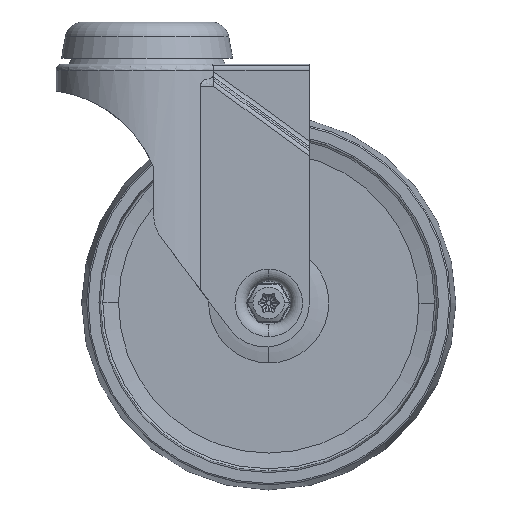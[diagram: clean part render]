
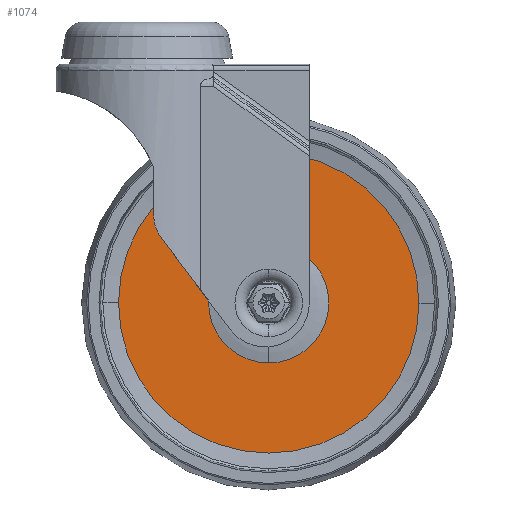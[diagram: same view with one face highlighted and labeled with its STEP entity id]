
A CAD part, front view. The second image highlights one B-rep face of the part: STEP entity #1074.
In plain terms, the highlighted planar face has unit normal (0, -1, 0).
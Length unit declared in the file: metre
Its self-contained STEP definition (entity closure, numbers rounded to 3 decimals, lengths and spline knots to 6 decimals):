
#1074=ADVANCED_FACE('',(#1668,#1669),#1670,.T.);
#1668=FACE_OUTER_BOUND('',#2548,.T.);
#1669=FACE_BOUND('',#2549,.T.);
#1670=PLANE('',#2550);
#2548=EDGE_LOOP('',(#8006,#8007));
#2549=EDGE_LOOP('',(#8008,#8009,#8010));
#2550=AXIS2_PLACEMENT_3D('',#8011,#8012,#8013);
#8006=ORIENTED_EDGE('',*,*,#10081,.F.);
#8007=ORIENTED_EDGE('',*,*,#10026,.F.);
#8008=ORIENTED_EDGE('',*,*,#10031,.T.);
#8009=ORIENTED_EDGE('',*,*,#10080,.T.);
#8010=ORIENTED_EDGE('',*,*,#10032,.T.);
#8011=CARTESIAN_POINT('',(-0.035,-0.00175,0.0));
#8012=DIRECTION('',(0.,-1.0,0.0));
#8013=DIRECTION('',(1.0,0.,-0.0));
#10026=EDGE_CURVE('',#11131,#11128,#11133,.T.);
#10031=EDGE_CURVE('',#11143,#11141,#11144,.T.);
#10032=EDGE_CURVE('',#11135,#11143,#11145,.T.);
#10080=EDGE_CURVE('',#11141,#11135,#11222,.T.);
#10081=EDGE_CURVE('',#11128,#11131,#11223,.T.);
#11128=VERTEX_POINT('',#13700);
#11131=VERTEX_POINT('',#13704);
#11133=CIRCLE('',#13707,0.05);
#11135=VERTEX_POINT('',#13709);
#11141=VERTEX_POINT('',#13715);
#11143=VERTEX_POINT('',#13717);
#11144=CIRCLE('',#13718,0.02);
#11145=CIRCLE('',#13719,0.02);
#11222=CIRCLE('',#13804,0.02);
#11223=CIRCLE('',#13805,0.05);
#13700=CARTESIAN_POINT('',(-0.05,-0.00175,0.0));
#13704=CARTESIAN_POINT('',(0.05,-0.00175,0.));
#13707=AXIS2_PLACEMENT_3D('',#17624,#17625,#17626);
#13709=CARTESIAN_POINT('',(0.,-0.00175,-0.02));
#13715=CARTESIAN_POINT('',(0.,-0.00175,0.02));
#13717=CARTESIAN_POINT('',(-0.02,-0.00175,0.0));
#13718=AXIS2_PLACEMENT_3D('',#17639,#17640,#17641);
#13719=AXIS2_PLACEMENT_3D('',#17642,#17643,#17644);
#13804=AXIS2_PLACEMENT_3D('',#17770,#17771,#17772);
#13805=AXIS2_PLACEMENT_3D('',#17773,#17774,#17775);
#17624=CARTESIAN_POINT('',(0.,-0.00175,0.0));
#17625=DIRECTION('',(0.,1.0,0.0));
#17626=DIRECTION('',(-1.0,0.,0.0));
#17639=CARTESIAN_POINT('',(0.,-0.00175,0.0));
#17640=DIRECTION('',(0.,1.0,0.0));
#17641=DIRECTION('',(-1.0,0.,0.0));
#17642=CARTESIAN_POINT('',(0.,-0.00175,0.0));
#17643=DIRECTION('',(0.,1.0,0.0));
#17644=DIRECTION('',(-1.0,0.,0.0));
#17770=CARTESIAN_POINT('',(0.,-0.00175,0.0));
#17771=DIRECTION('',(0.,1.0,0.0));
#17772=DIRECTION('',(-1.0,0.,0.0));
#17773=CARTESIAN_POINT('',(0.,-0.00175,0.0));
#17774=DIRECTION('',(0.,1.0,0.0));
#17775=DIRECTION('',(-1.0,0.,0.0));
